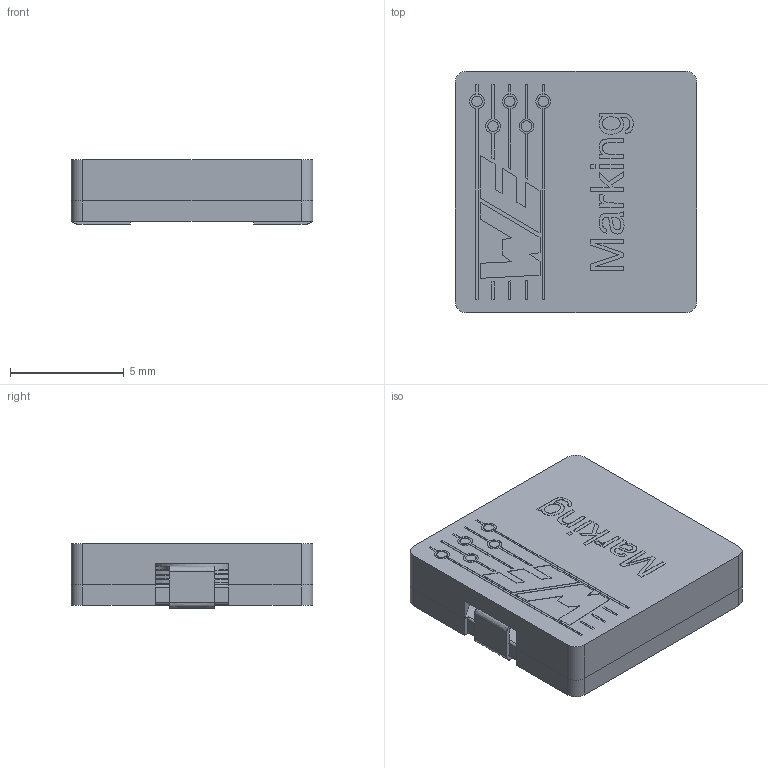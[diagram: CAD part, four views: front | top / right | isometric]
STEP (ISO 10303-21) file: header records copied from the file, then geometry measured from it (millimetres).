
FILE_DESCRIPTION(/* description */ ('Unknown'),/* implementation_level */ '2;1');
FILE_NAME(/* name */ 'L_Wurth_WE-HCI_1030',/* time_stamp */ '2022-03-08T10:11:33+08:00',/* author */ ('Unknown'),/* organization */ ('Unknown'),/* preprocessor_version */ 'ST-DEVELOPER v16.7',/* originating_system */ 'Solid Edge',/* authorisation */ 'Unknown');
FILE_SCHEMA (('AUTOMOTIVE_DESIGN {1 0 10303 214 3 1 1}'));
Length unit declared in the file: millimetre
Products named in the file (2): L_Wurth_WE-HCI_1030
Assembly tree (1 placements, depth 2):
  L_Wurth_WE-HCI_1030
    L_Wurth_WE-HCI_1030
Bounding box: 10.6 x 10.6 x 2.81 mm (x, y, z)
Volume: 266.8 mm3; surface area: 918.4 mm2
Topology: 3 solids, 3 shells, 249 faces, 643 edges, 426 vertices
Faces by surface type: plane 188, cylinder 41, bspline 20
Full cylindrical faces by diameter (mm): 0.46 x5, 3.4 x1
Entity records: 9853 total; most frequent: CARTESIAN_POINT 2483, ORIENTED_EDGE 1272, DIRECTION 1134, EDGE_CURVE 636, LINE 516, VECTOR 516, VERTEX_POINT 426, AXIS2_PLACEMENT_3D 309
